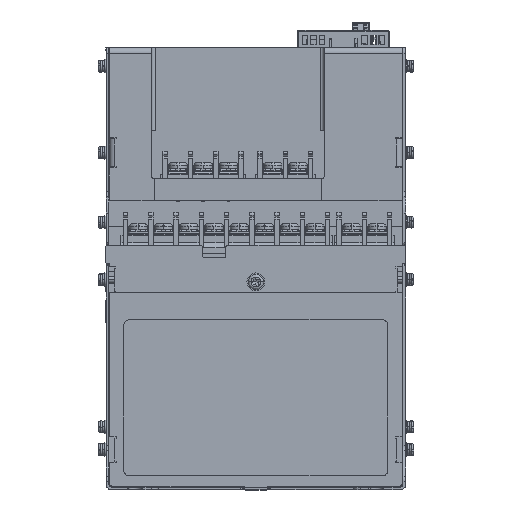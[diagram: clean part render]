
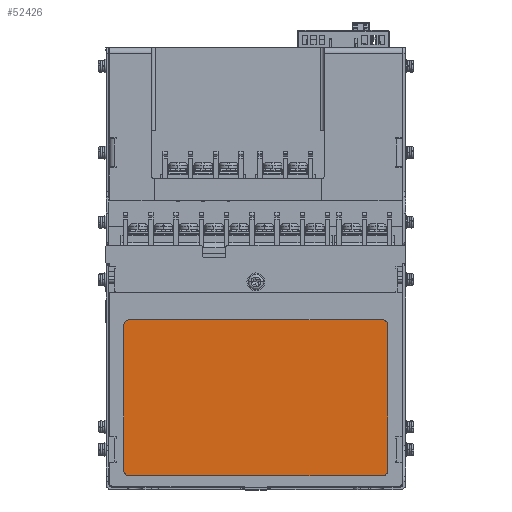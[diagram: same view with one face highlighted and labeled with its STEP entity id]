
A CAD part, front view. The second image highlights one B-rep face of the part: STEP entity #52426.
In plain terms, the highlighted planar face has unit normal (0, -1, 0).
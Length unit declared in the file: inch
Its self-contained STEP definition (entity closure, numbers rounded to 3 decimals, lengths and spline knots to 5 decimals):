
#374 = CARTESIAN_POINT ( 'NONE',  ( -2.5315, -3.72735, -2.68504 ) ) ;
#5278 = CARTESIAN_POINT ( 'NONE',  ( -2.26378, -3.72735, -0.1063 ) ) ;
#6410 = CIRCLE ( 'NONE', #127882, 0.09843 ) ;
#8457 = DIRECTION ( 'NONE',  ( 0., 1., 0. ) ) ;
#10035 = EDGE_CURVE ( 'NONE', #169250, #182655, #28752, .T. ) ;
#13782 = EDGE_CURVE ( 'NONE', #92036, #19956, #125064, .T. ) ;
#15796 = VERTEX_POINT ( 'NONE', #5278 ) ;
#19956 = VERTEX_POINT ( 'NONE', #105106 ) ;
#22857 = ORIENTED_EDGE ( 'NONE', *, *, #83045, .T. ) ;
#27267 = VECTOR ( 'NONE', #81502, 39.37008 ) ;
#28752 = CIRCLE ( 'NONE', #156158, 0.09843 ) ;
#29183 = DIRECTION ( 'NONE',  ( -1., 0., 0. ) ) ;
#31326 = VERTEX_POINT ( 'NONE', #65907 ) ;
#31846 = DIRECTION ( 'NONE',  ( 0., 1., 0. ) ) ;
#47500 = FACE_OUTER_BOUND ( 'NONE', #59876, .T. ) ;
#48414 = PLANE ( 'NONE',  #55802 ) ;
#50723 = VECTOR ( 'NONE', #82957, 39.37008 ) ;
#50727 = ORIENTED_EDGE ( 'NONE', *, *, #10035, .F. ) ;
#52426 = ADVANCED_FACE ( 'NONE', ( #47500 ), #48414, .F. ) ;
#52896 = CARTESIAN_POINT ( 'NONE',  ( -2.26378, -3.72735, -2.58661 ) ) ;
#55802 = AXIS2_PLACEMENT_3D ( 'NONE', #78973, #8457, #134691 ) ;
#57307 = CARTESIAN_POINT ( 'NONE',  ( 2.16535, -3.72735, -2.68504 ) ) ;
#58173 = DIRECTION ( 'NONE',  ( 0., 0., 1. ) ) ;
#59647 = CARTESIAN_POINT ( 'NONE',  ( -2.16535, -3.72735, -0.1063 ) ) ;
#59876 = EDGE_LOOP ( 'NONE', ( #22857, #119047, #146532, #116441, #63805, #50727, #76619, #62150 ) ) ;
#62150 = ORIENTED_EDGE ( 'NONE', *, *, #152835, .F. ) ;
#63805 = ORIENTED_EDGE ( 'NONE', *, *, #168754, .F. ) ;
#65907 = CARTESIAN_POINT ( 'NONE',  ( 2.26378, -3.72735, -2.58661 ) ) ;
#66975 = DIRECTION ( 'NONE',  ( 0., 0., 1. ) ) ;
#69901 = VERTEX_POINT ( 'NONE', #57307 ) ;
#74268 = DIRECTION ( 'NONE',  ( 0., 0., 1. ) ) ;
#74807 = VECTOR ( 'NONE', #29183, 39.37008 ) ;
#76619 = ORIENTED_EDGE ( 'NONE', *, *, #146568, .F. ) ;
#78973 = CARTESIAN_POINT ( 'NONE',  ( 2.16535, -3.72735, -0.1063 ) ) ;
#79995 = CARTESIAN_POINT ( 'NONE',  ( -2.26378, -3.72735, 0.93701 ) ) ;
#80634 = EDGE_CURVE ( 'NONE', #19956, #143643, #107162, .T. ) ;
#81502 = DIRECTION ( 'NONE',  ( 1., 0., 0. ) ) ;
#81649 = CIRCLE ( 'NONE', #158621, 0.09843 ) ;
#82957 = DIRECTION ( 'NONE',  ( 0., 0., 1. ) ) ;
#83045 = EDGE_CURVE ( 'NONE', #31326, #143643, #122893, .T. ) ;
#88282 = CARTESIAN_POINT ( 'NONE',  ( 2.26378, -3.72735, -0.1063 ) ) ;
#89413 = AXIS2_PLACEMENT_3D ( 'NONE', #131213, #159054, #117266 ) ;
#92036 = VERTEX_POINT ( 'NONE', #118333 ) ;
#94117 = CARTESIAN_POINT ( 'NONE',  ( 2.26378, -3.72735, 0.93701 ) ) ;
#96326 = CARTESIAN_POINT ( 'NONE',  ( -2.5315, -3.72735, -0.00787 ) ) ;
#96449 = CARTESIAN_POINT ( 'NONE',  ( -2.16535, -3.72735, -2.68504 ) ) ;
#98464 = DIRECTION ( 'NONE',  ( 0., 1., 0. ) ) ;
#104818 = VECTOR ( 'NONE', #66975, 39.37008 ) ;
#105106 = CARTESIAN_POINT ( 'NONE',  ( 2.16535, -3.72735, -0.00787 ) ) ;
#107162 = CIRCLE ( 'NONE', #89413, 0.09843 ) ;
#115675 = DIRECTION ( 'NONE',  ( 0., 1., 0. ) ) ;
#116018 = CARTESIAN_POINT ( 'NONE',  ( -2.16535, -3.72735, -2.58661 ) ) ;
#116441 = ORIENTED_EDGE ( 'NONE', *, *, #164387, .F. ) ;
#117266 = DIRECTION ( 'NONE',  ( 0., 0., 1. ) ) ;
#118333 = CARTESIAN_POINT ( 'NONE',  ( -2.16535, -3.72735, -0.00787 ) ) ;
#119047 = ORIENTED_EDGE ( 'NONE', *, *, #80634, .F. ) ;
#122893 = LINE ( 'NONE', #94117, #50723 ) ;
#125064 = LINE ( 'NONE', #96326, #27267 ) ;
#127505 = LINE ( 'NONE', #374, #74807 ) ;
#127882 = AXIS2_PLACEMENT_3D ( 'NONE', #59647, #31846, #156212 ) ;
#131213 = CARTESIAN_POINT ( 'NONE',  ( 2.16535, -3.72735, -0.1063 ) ) ;
#134691 = DIRECTION ( 'NONE',  ( 0., 0., 1. ) ) ;
#139326 = LINE ( 'NONE', #79995, #104818 ) ;
#141703 = CARTESIAN_POINT ( 'NONE',  ( 2.16535, -3.72735, -2.58661 ) ) ;
#143643 = VERTEX_POINT ( 'NONE', #88282 ) ;
#146532 = ORIENTED_EDGE ( 'NONE', *, *, #13782, .F. ) ;
#146568 = EDGE_CURVE ( 'NONE', #69901, #169250, #127505, .T. ) ;
#152835 = EDGE_CURVE ( 'NONE', #31326, #69901, #81649, .T. ) ;
#156158 = AXIS2_PLACEMENT_3D ( 'NONE', #116018, #98464, #74268 ) ;
#156212 = DIRECTION ( 'NONE',  ( 0., 0., 1. ) ) ;
#158621 = AXIS2_PLACEMENT_3D ( 'NONE', #141703, #115675, #58173 ) ;
#159054 = DIRECTION ( 'NONE',  ( 0., 1., 0. ) ) ;
#164387 = EDGE_CURVE ( 'NONE', #15796, #92036, #6410, .T. ) ;
#168754 = EDGE_CURVE ( 'NONE', #182655, #15796, #139326, .T. ) ;
#169250 = VERTEX_POINT ( 'NONE', #96449 ) ;
#182655 = VERTEX_POINT ( 'NONE', #52896 ) ;
